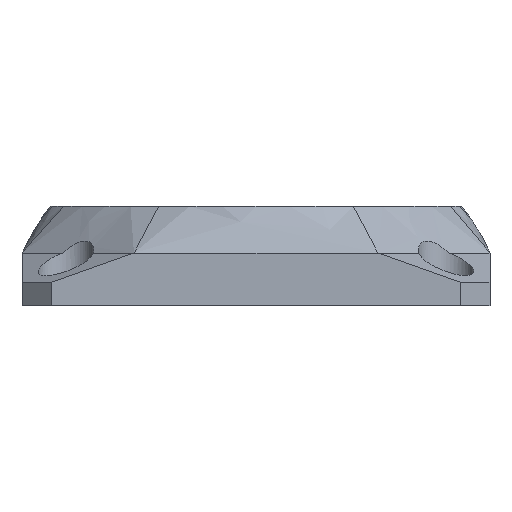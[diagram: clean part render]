
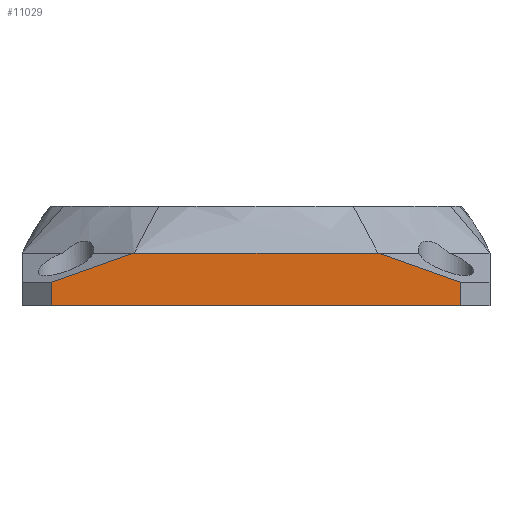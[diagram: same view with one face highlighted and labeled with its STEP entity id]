
A CAD part, left-side view. The second image highlights one B-rep face of the part: STEP entity #11029.
In plain terms, the highlighted planar face has unit normal (-1, 0, 0).
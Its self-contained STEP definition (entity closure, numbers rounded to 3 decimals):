
#1636=FACE_OUTER_BOUND('',#2290,.T.);
#2290=EDGE_LOOP('',(#10146,#10147,#10148,#10149,#10150,#10151));
#2848=LINE('',#17986,#3824);
#3000=LINE('',#19633,#3976);
#3256=LINE('',#21576,#4232);
#3258=LINE('',#21580,#4234);
#3260=LINE('',#21584,#4236);
#3263=LINE('',#21593,#4239);
#3824=VECTOR('',#12435,10.);
#3976=VECTOR('',#12905,10.);
#4232=VECTOR('',#13371,10.);
#4234=VECTOR('',#13377,10.);
#4236=VECTOR('',#13381,10.);
#4239=VECTOR('',#13394,10.);
#4848=VERTEX_POINT('',#17982);
#4850=VERTEX_POINT('',#17985);
#5086=VERTEX_POINT('',#19460);
#5090=VERTEX_POINT('',#19514);
#5298=VERTEX_POINT('',#21575);
#5299=VERTEX_POINT('',#21582);
#6206=EDGE_CURVE('',#4848,#4850,#2848,.T.);
#6534=EDGE_CURVE('',#5086,#5090,#3000,.T.);
#6902=EDGE_CURVE('',#5090,#5298,#3256,.T.);
#6905=EDGE_CURVE('',#5298,#4848,#3258,.T.);
#6907=EDGE_CURVE('',#5299,#5086,#3260,.T.);
#6912=EDGE_CURVE('',#4850,#5299,#3263,.T.);
#10146=ORIENTED_EDGE('',*,*,#6902,.F.);
#10147=ORIENTED_EDGE('',*,*,#6534,.F.);
#10148=ORIENTED_EDGE('',*,*,#6907,.F.);
#10149=ORIENTED_EDGE('',*,*,#6912,.F.);
#10150=ORIENTED_EDGE('',*,*,#6206,.F.);
#10151=ORIENTED_EDGE('',*,*,#6905,.F.);
#10430=PLANE('',#11514);
#11029=ADVANCED_FACE('',(#1636),#10430,.T.);
#11514=AXIS2_PLACEMENT_3D('',#21621,#13431,#13432);
#12435=DIRECTION('',(0.,1.,0.));
#12905=DIRECTION('',(0.,-1.,0.));
#13371=DIRECTION('',(0.,-0.943,-0.333));
#13377=DIRECTION('',(0.,0.,-1.));
#13381=DIRECTION('',(0.,-0.943,0.333));
#13394=DIRECTION('',(0.,0.,1.));
#13431=DIRECTION('center_axis',(-1.,0.,0.));
#13432=DIRECTION('ref_axis',(0.,-1.,0.));
#17982=CARTESIAN_POINT('',(-43.5,-35.,0.));
#17985=CARTESIAN_POINT('',(-43.5,35.,0.));
#17986=CARTESIAN_POINT('',(-43.5,-40.,0.));
#19460=CARTESIAN_POINT('',(-43.5,20.858,9.));
#19514=CARTESIAN_POINT('',(-43.5,-20.858,9.));
#19633=CARTESIAN_POINT('',(-43.5,40.,9.));
#21575=CARTESIAN_POINT('',(-43.5,-35.,4.));
#21576=CARTESIAN_POINT('',(-43.5,-1.831,15.727));
#21580=CARTESIAN_POINT('',(-43.5,-35.,0.));
#21582=CARTESIAN_POINT('',(-43.5,35.,4.));
#21584=CARTESIAN_POINT('',(-43.5,37.387,3.156));
#21593=CARTESIAN_POINT('',(-43.5,35.,0.));
#21621=CARTESIAN_POINT('Origin',(-43.5,40.,0.));
